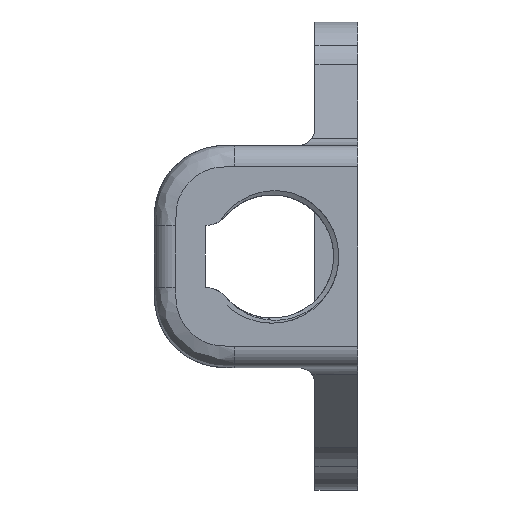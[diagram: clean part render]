
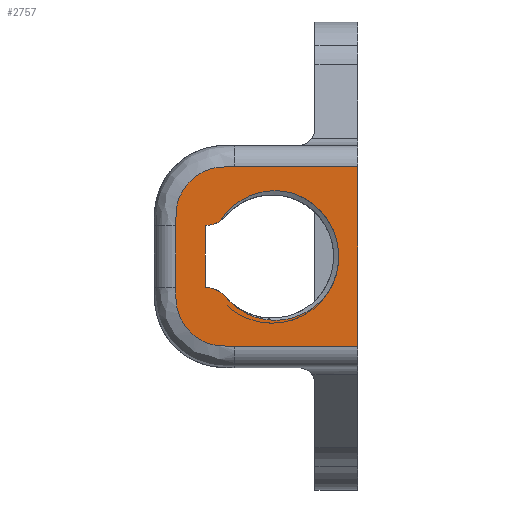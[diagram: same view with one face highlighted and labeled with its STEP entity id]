
A CAD part, front view. The second image highlights one B-rep face of the part: STEP entity #2757.
In plain terms, the highlighted planar face has unit normal (0, -1, 0).
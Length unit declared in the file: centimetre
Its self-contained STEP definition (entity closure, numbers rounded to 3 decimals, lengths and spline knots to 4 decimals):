
#145=B_SPLINE_CURVE_WITH_KNOTS('',3,(#6478,#6479,#6480,#6481,#6482,#6483,
#6484,#6485,#6486,#6487,#6488,#6489,#6490),.UNSPECIFIED.,.F.,.F.,(4,1,1,
1,1,1,1,1,1,1,4),(-0.901,-0.7723,-0.6436,
-0.5792,-0.5149,-0.4505,-0.3861,
-0.2574,-0.1287,-0.0965,0.),
 .UNSPECIFIED.);
#146=B_SPLINE_CURVE_WITH_KNOTS('',3,(#6492,#6493,#6494,#6495,#6496,#6497,
#6498,#6499,#6500,#6501,#6502,#6503),.UNSPECIFIED.,.F.,.F.,(4,1,1,1,1,1,
1,1,1,4),(-0.901,-0.7723,-0.6436,-0.5792,
-0.5149,-0.3861,-0.3218,-0.2574,
-0.1287,0.),.UNSPECIFIED.);
#147=B_SPLINE_CURVE_WITH_KNOTS('',3,(#6509,#6510,#6511,#6512,#6513,#6514,
#6515,#6516,#6517,#6518),.UNSPECIFIED.,.F.,.F.,(4,3,3,4),(-0.3338,
0.0888,0.4986,0.7026),.UNSPECIFIED.);
#148=B_SPLINE_CURVE_WITH_KNOTS('',3,(#6522,#6523,#6524,#6525,#6526,#6527,
#6528,#6529,#6530,#6531,#6532,#6533,#6534,#6535,#6536,#6537),
 .UNSPECIFIED.,.F.,.F.,(4,3,3,3,3,4),(0.5581,0.6739,
0.9068,1.0005,1.1437,1.3447),
 .UNSPECIFIED.);
#184=FACE_BOUND('',#501,.T.);
#229=PLANE('',#2967);
#346=FACE_OUTER_BOUND('',#500,.T.);
#500=EDGE_LOOP('',(#2385,#2386,#2387,#2388,#2389,#2390));
#501=EDGE_LOOP('',(#2391,#2392,#2393,#2394,#2395,#2396,#2397));
#573=LINE('',#3760,#781);
#683=LINE('',#4455,#891);
#686=LINE('',#4463,#894);
#729=LINE('',#6477,#937);
#730=LINE('',#6504,#938);
#781=VECTOR('',#3140,1.);
#891=VECTOR('',#3456,1.);
#894=VECTOR('',#3465,1.);
#937=VECTOR('',#3548,1.);
#938=VECTOR('',#3549,1.);
#1025=CIRCLE('',#2949,0.25);
#1026=CIRCLE('',#2968,0.6225);
#1027=CIRCLE('',#2969,0.575);
#1028=CIRCLE('',#2970,0.25);
#1088=VERTEX_POINT('',#3757);
#1089=VERTEX_POINT('',#3759);
#1208=VERTEX_POINT('',#4453);
#1209=VERTEX_POINT('',#4454);
#1210=VERTEX_POINT('',#4459);
#1211=VERTEX_POINT('',#4461);
#1230=VERTEX_POINT('',#4647);
#1292=VERTEX_POINT('',#6476);
#1293=VERTEX_POINT('',#6491);
#1294=VERTEX_POINT('',#6505);
#1295=VERTEX_POINT('',#6506);
#1296=VERTEX_POINT('',#6508);
#1297=VERTEX_POINT('',#6520);
#1383=EDGE_CURVE('',#1088,#1089,#573,.F.);
#1562=EDGE_CURVE('',#1208,#1209,#683,.T.);
#1567=EDGE_CURVE('',#1210,#1211,#686,.T.);
#1587=EDGE_CURVE('',#1230,#1210,#1025,.T.);
#1683=EDGE_CURVE('',#1292,#1088,#729,.T.);
#1684=EDGE_CURVE('',#1209,#1292,#145,.T.);
#1685=EDGE_CURVE('',#1293,#1208,#146,.T.);
#1686=EDGE_CURVE('',#1089,#1293,#730,.T.);
#1687=EDGE_CURVE('',#1294,#1295,#1026,.T.);
#1688=EDGE_CURVE('',#1295,#1296,#147,.T.);
#1689=EDGE_CURVE('',#1296,#1230,#1027,.F.);
#1690=EDGE_CURVE('',#1211,#1297,#1028,.T.);
#1691=EDGE_CURVE('',#1297,#1294,#148,.T.);
#2385=ORIENTED_EDGE('',*,*,#1383,.F.);
#2386=ORIENTED_EDGE('',*,*,#1683,.F.);
#2387=ORIENTED_EDGE('',*,*,#1684,.F.);
#2388=ORIENTED_EDGE('',*,*,#1562,.F.);
#2389=ORIENTED_EDGE('',*,*,#1685,.F.);
#2390=ORIENTED_EDGE('',*,*,#1686,.F.);
#2391=ORIENTED_EDGE('',*,*,#1687,.T.);
#2392=ORIENTED_EDGE('',*,*,#1688,.T.);
#2393=ORIENTED_EDGE('',*,*,#1689,.T.);
#2394=ORIENTED_EDGE('',*,*,#1587,.T.);
#2395=ORIENTED_EDGE('',*,*,#1567,.T.);
#2396=ORIENTED_EDGE('',*,*,#1690,.T.);
#2397=ORIENTED_EDGE('',*,*,#1691,.T.);
#2757=ADVANCED_FACE('',(#346,#184),#229,.T.);
#2949=AXIS2_PLACEMENT_3D('',#4648,#3478,#3479);
#2967=AXIS2_PLACEMENT_3D('',#6475,#3546,#3547);
#2968=AXIS2_PLACEMENT_3D('',#6507,#3550,#3551);
#2969=AXIS2_PLACEMENT_3D('',#6519,#3552,#3553);
#2970=AXIS2_PLACEMENT_3D('',#6521,#3554,#3555);
#3140=DIRECTION('',(0.,0.,1.));
#3456=DIRECTION('',(0.,0.,1.));
#3465=DIRECTION('',(0.,0.,1.));
#3478=DIRECTION('center_axis',(0.,-1.,0.));
#3479=DIRECTION('ref_axis',(0.,0.,1.));
#3546=DIRECTION('center_axis',(0.,-1.,0.));
#3547=DIRECTION('ref_axis',(1.,0.,0.));
#3548=DIRECTION('',(1.,0.,0.));
#3549=DIRECTION('',(-1.,0.,0.));
#3550=DIRECTION('center_axis',(0.,1.,0.));
#3551=DIRECTION('ref_axis',(1.,0.,0.));
#3552=DIRECTION('center_axis',(0.,-1.,0.));
#3553=DIRECTION('ref_axis',(1.,0.,0.));
#3554=DIRECTION('center_axis',(0.,-1.,0.));
#3555=DIRECTION('ref_axis',(0.757,0.,-0.653));
#3757=CARTESIAN_POINT('',(-3.5,-2.2612,0.8388));
#3759=CARTESIAN_POINT('',(-3.5,-2.2612,-0.8388));
#3760=CARTESIAN_POINT('',(-3.5,-2.2612,-1.2271));
#4453=CARTESIAN_POINT('',(-5.2,-2.2612,-0.2888));
#4454=CARTESIAN_POINT('',(-5.2,-2.2612,0.2888));
#4455=CARTESIAN_POINT('',(-5.2,-2.2612,-0.2446));
#4459=CARTESIAN_POINT('',(-4.9225,-2.2612,-0.2889));
#4461=CARTESIAN_POINT('',(-4.9225,-2.2612,0.2889));
#4463=CARTESIAN_POINT('',(-4.9225,-2.2612,0.1074));
#4647=CARTESIAN_POINT('',(-4.7354,-2.2612,-0.3756));
#4648=CARTESIAN_POINT('Origin',(-4.9247,-2.2612,-0.5388));
#6475=CARTESIAN_POINT('Origin',(-4.4501,-2.2612,-0.0741));
#6476=CARTESIAN_POINT('',(-4.65,-2.2612,0.8388));
#6477=CARTESIAN_POINT('',(-4.675,-2.2612,0.8388));
#6478=CARTESIAN_POINT('Ctrl Pts',(-5.2,-2.2612,0.2888));
#6479=CARTESIAN_POINT('Ctrl Pts',(-5.2,-2.2612,0.3317));
#6480=CARTESIAN_POINT('Ctrl Pts',(-5.2005,-2.2612,0.4176));
#6481=CARTESIAN_POINT('Ctrl Pts',(-5.1803,-2.2612,0.5239));
#6482=CARTESIAN_POINT('Ctrl Pts',(-5.1436,-2.2612,0.602));
#6483=CARTESIAN_POINT('Ctrl Pts',(-5.108,-2.2612,0.6557));
#6484=CARTESIAN_POINT('Ctrl Pts',(-5.0653,-2.2612,0.7041));
#6485=CARTESIAN_POINT('Ctrl Pts',(-5.0009,-2.2612,0.7609));
#6486=CARTESIAN_POINT('Ctrl Pts',(-4.9065,-2.2612,0.8147));
#6487=CARTESIAN_POINT('Ctrl Pts',(-4.8106,-2.2612,0.8335));
#6488=CARTESIAN_POINT('Ctrl Pts',(-4.7249,-2.2612,0.8389));
#6489=CARTESIAN_POINT('Ctrl Pts',(-4.6822,-2.2612,0.8388));
#6490=CARTESIAN_POINT('Ctrl Pts',(-4.65,-2.2612,0.8388));
#6491=CARTESIAN_POINT('',(-4.65,-2.2612,-0.8388));
#6492=CARTESIAN_POINT('Ctrl Pts',(-4.65,-2.2612,-0.8388));
#6493=CARTESIAN_POINT('Ctrl Pts',(-4.6929,-2.2612,-0.8388));
#6494=CARTESIAN_POINT('Ctrl Pts',(-4.7788,-2.2612,-0.8394));
#6495=CARTESIAN_POINT('Ctrl Pts',(-4.8851,-2.2612,-0.8191));
#6496=CARTESIAN_POINT('Ctrl Pts',(-4.9632,-2.2612,-0.7825));
#6497=CARTESIAN_POINT('Ctrl Pts',(-5.0348,-2.2612,-0.7349));
#6498=CARTESIAN_POINT('Ctrl Pts',(-5.0961,-2.2612,-0.6736));
#6499=CARTESIAN_POINT('Ctrl Pts',(-5.1436,-2.2612,-0.602));
#6500=CARTESIAN_POINT('Ctrl Pts',(-5.1803,-2.2612,-0.524));
#6501=CARTESIAN_POINT('Ctrl Pts',(-5.2006,-2.2612,-0.4175));
#6502=CARTESIAN_POINT('Ctrl Pts',(-5.2,-2.2612,-0.3317));
#6503=CARTESIAN_POINT('Ctrl Pts',(-5.2,-2.2612,-0.2888));
#6504=CARTESIAN_POINT('',(-4.425,-2.2612,-0.8388));
#6505=CARTESIAN_POINT('',(-4.0984,-2.2612,0.589));
#6506=CARTESIAN_POINT('',(-3.7776,-2.2612,-0.3386));
#6507=CARTESIAN_POINT('Origin',(-4.3,-2.2612,0.));
#6508=CARTESIAN_POINT('',(-4.6823,-2.2612,-0.4295));
#6509=CARTESIAN_POINT('Ctrl Pts',(-3.7776,-2.2612,-0.3386));
#6510=CARTESIAN_POINT('Ctrl Pts',(-3.859,-2.2612,-0.4528));
#6511=CARTESIAN_POINT('Ctrl Pts',(-3.9812,-2.2612,-0.5386));
#6512=CARTESIAN_POINT('Ctrl Pts',(-4.1163,-2.2612,-0.5751));
#6513=CARTESIAN_POINT('Ctrl Pts',(-4.2474,-2.2612,-0.6104));
#6514=CARTESIAN_POINT('Ctrl Pts',(-4.3916,-2.2612,-0.5996));
#6515=CARTESIAN_POINT('Ctrl Pts',(-4.5155,-2.2612,-0.5436));
#6516=CARTESIAN_POINT('Ctrl Pts',(-4.5772,-2.2612,-0.5157));
#6517=CARTESIAN_POINT('Ctrl Pts',(-4.6336,-2.2612,-0.4768));
#6518=CARTESIAN_POINT('Ctrl Pts',(-4.6821,-2.2612,-0.4293));
#6519=CARTESIAN_POINT('Origin',(-4.3,-2.2612,0.));
#6520=CARTESIAN_POINT('',(-4.7833,-2.2612,0.3327));
#6521=CARTESIAN_POINT('Origin',(-4.9247,-2.2612,0.5388));
#6522=CARTESIAN_POINT('Ctrl Pts',(-4.7833,-2.2612,0.3327));
#6523=CARTESIAN_POINT('Ctrl Pts',(-4.763,-2.2612,0.3654));
#6524=CARTESIAN_POINT('Ctrl Pts',(-4.7393,-2.2612,0.396));
#6525=CARTESIAN_POINT('Ctrl Pts',(-4.7128,-2.2612,0.4241));
#6526=CARTESIAN_POINT('Ctrl Pts',(-4.6595,-2.2612,0.4808));
#6527=CARTESIAN_POINT('Ctrl Pts',(-4.5958,-2.2612,0.5266));
#6528=CARTESIAN_POINT('Ctrl Pts',(-4.5252,-2.2612,0.5592));
#6529=CARTESIAN_POINT('Ctrl Pts',(-4.4969,-2.2612,0.5723));
#6530=CARTESIAN_POINT('Ctrl Pts',(-4.4676,-2.2612,0.5832));
#6531=CARTESIAN_POINT('Ctrl Pts',(-4.4377,-2.2612,0.5916));
#6532=CARTESIAN_POINT('Ctrl Pts',(-4.3919,-2.2612,0.6045));
#6533=CARTESIAN_POINT('Ctrl Pts',(-4.3447,-2.2612,0.6117));
#6534=CARTESIAN_POINT('Ctrl Pts',(-4.2969,-2.2612,0.6134));
#6535=CARTESIAN_POINT('Ctrl Pts',(-4.2298,-2.2612,0.6158));
#6536=CARTESIAN_POINT('Ctrl Pts',(-4.1627,-2.2612,0.6075));
#6537=CARTESIAN_POINT('Ctrl Pts',(-4.0984,-2.2612,0.5888));
